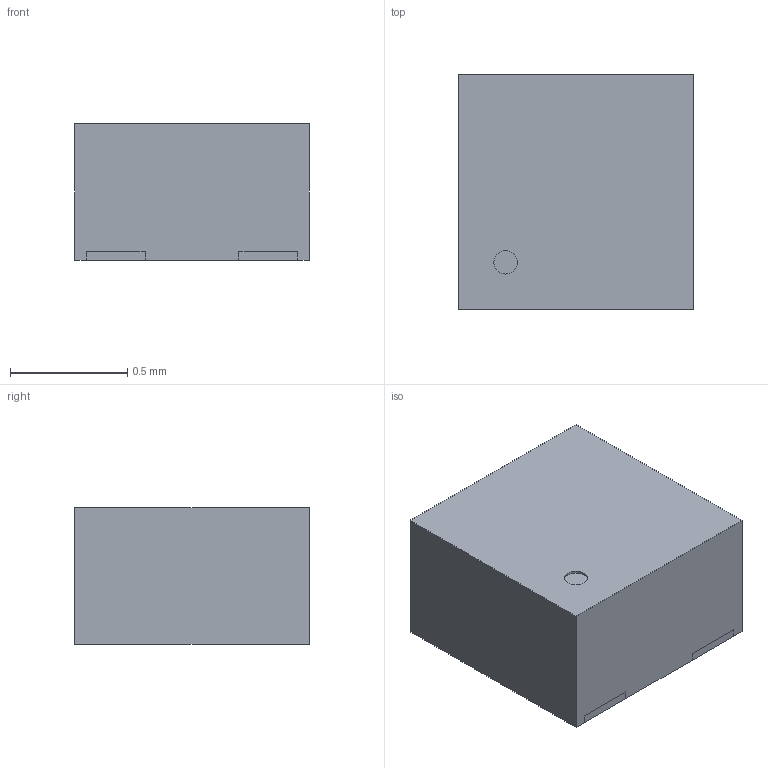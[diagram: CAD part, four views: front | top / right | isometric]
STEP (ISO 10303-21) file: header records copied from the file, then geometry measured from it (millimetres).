
FILE_DESCRIPTION (( 'STEP AP214' ), '1' );
FILE_NAME ('DFN4.STEP', '2018-02-13T03:38:27', ( '微软用户' ), ( '微软中国' ), 'SwSTEP 2.0', 'SolidWorks 2015', '' );
FILE_SCHEMA (( 'AUTOMOTIVE_DESIGN' ));
Length unit declared in the file: millimetre
Products named in the file (1): DFN4
Bounding box: 1 x 1 x 0.58 mm (x, y, z)
Volume: 0.6 mm3; surface area: 5.4 mm2
Topology: 6 solids, 6 shells, 70 faces, 168 edges, 112 vertices
Faces by surface type: plane 68, cylinder 2
Entity records: 2075 total; most frequent: CARTESIAN_POINT 351, ORIENTED_EDGE 336, DIRECTION 314, EDGE_CURVE 168, VECTOR 164, LINE 164, VERTEX_POINT 112, AXIS2_PLACEMENT_3D 75
